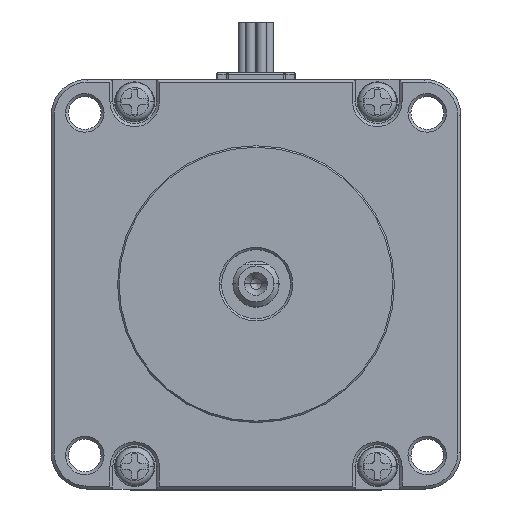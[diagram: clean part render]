
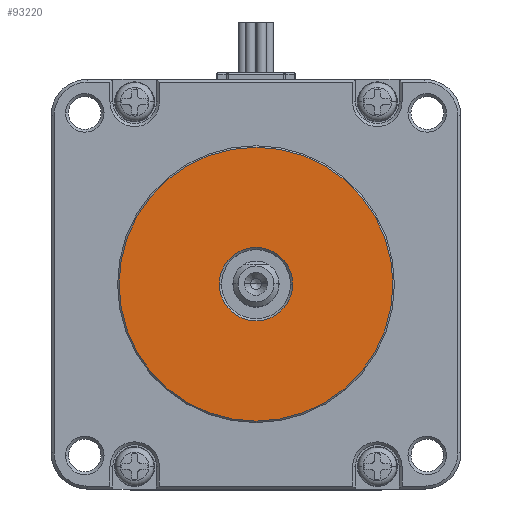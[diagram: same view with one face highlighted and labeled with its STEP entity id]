
A CAD part, top view. The second image highlights one B-rep face of the part: STEP entity #93220.
In plain terms, the highlighted planar face has unit normal (0, 0, 1).
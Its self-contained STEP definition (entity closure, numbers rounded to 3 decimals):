
#74990=CARTESIAN_POINT('',(-18.85,0.,1.6));
#75000=VERTEX_POINT('',#74990);
#75090=CARTESIAN_POINT('',(18.85,0.,1.6));
#75100=VERTEX_POINT('',#75090);
#75130=CARTESIAN_POINT('',(0.,0.,
1.6));
#75140=DIRECTION('',(-0.,-0.,1.));
#75150=DIRECTION('',(-1.,0.,-0.));
#75160=AXIS2_PLACEMENT_3D('',#75130,#75140,#75150);
#75170=CIRCLE('',#75160,18.85);
#75180=EDGE_CURVE('',#75100,#75000,#75170,.T.);
#92970=CARTESIAN_POINT('',(-19.076,-19.076,1.6));
#92980=DIRECTION('',(0.,0.,1.));
#92990=DIRECTION('',(1.,0.,-0.));
#93000=AXIS2_PLACEMENT_3D('',#92970,#92980,#92990);
#93010=PLANE('',#93000);
#93020=EDGE_CURVE('',#75000,#75100,#75170,.T.);
#93030=ORIENTED_EDGE('',*,*,#93020,.T.);
#93040=ORIENTED_EDGE('',*,*,#75180,.T.);
#93050=EDGE_LOOP('',(#93040,#93030));
#93060=FACE_OUTER_BOUND('',#93050,.T.);
#93070=CARTESIAN_POINT('',(0.,0.,1.6)
);
#93080=DIRECTION('',(-0.,-0.,-1.));
#93090=DIRECTION('',(1.,0.,0.));
#93100=AXIS2_PLACEMENT_3D('',#93070,#93080,#93090);
#93110=CIRCLE('',#93100,5.05);
#93120=CARTESIAN_POINT('',(5.05,0.,
1.6));
#93130=VERTEX_POINT('',#93120);
#93140=CARTESIAN_POINT('',(-5.05,0.,1.6))
;
#93150=VERTEX_POINT('',#93140);
#93160=EDGE_CURVE('',#93130,#93150,#93110,.T.);
#93170=ORIENTED_EDGE('',*,*,#93160,.T.);
#93180=EDGE_CURVE('',#93150,#93130,#93110,.T.);
#93190=ORIENTED_EDGE('',*,*,#93180,.T.);
#93200=EDGE_LOOP('',(#93190,#93170));
#93210=FACE_BOUND('',#93200,.T.);
#93220=ADVANCED_FACE('',(#93060,#93210),#93010,.T.);
